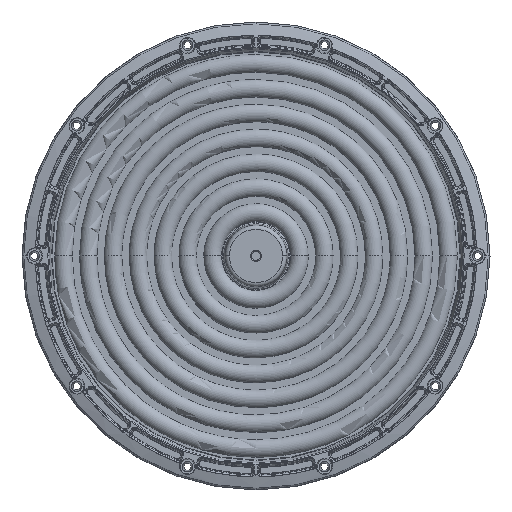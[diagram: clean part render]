
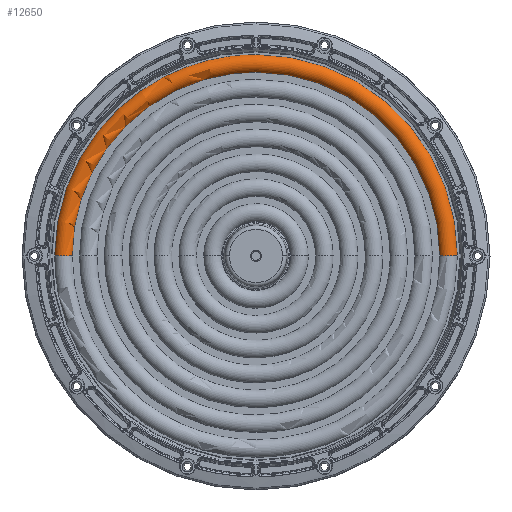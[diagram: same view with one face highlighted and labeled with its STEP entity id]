
A CAD part, top view. The second image highlights one B-rep face of the part: STEP entity #12650.
In plain terms, the highlighted toroidal (fillet/blend) face has major radius 93 mm and minor radius 4.56 mm.
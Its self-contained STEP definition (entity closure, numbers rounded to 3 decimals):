
#410 = CIRCLE ( 'NONE', #32014, 4.56 ) ;
#1060 = TOROIDAL_SURFACE ( 'NONE', #32669, 93., 4.56 ) ;
#1444 = FACE_OUTER_BOUND ( 'NONE', #28812, .T. ) ;
#1827 = DIRECTION ( 'NONE',  ( 0., 0., -1. ) ) ;
#1935 = ORIENTED_EDGE ( 'NONE', *, *, #36529, .F. ) ;
#2888 =( BOUNDED_CURVE ( )  B_SPLINE_CURVE ( 3, ( #52716, #14003, #31298, #48481 ),
 .UNSPECIFIED., .F., .T. ) 
 B_SPLINE_CURVE_WITH_KNOTS ( ( 4, 4 ),
 ( 0., 0.141 ),
 .UNSPECIFIED. ) 
 CURVE ( )  GEOMETRIC_REPRESENTATION_ITEM ( )  RATIONAL_B_SPLINE_CURVE ( ( 1., 0.667, 0.5, 0.5 ) ) 
 REPRESENTATION_ITEM ( '' )  );
#4266 = EDGE_CURVE ( 'NONE', #23817, #31994, #24877, .T. ) ;
#5266 = CARTESIAN_POINT ( 'NONE',  ( -97.2, 64.8, 3.5 ) ) ;
#5779 = CARTESIAN_POINT ( 'NONE',  ( 0., 0., 3.5 ) ) ;
#7702 = AXIS2_PLACEMENT_3D ( 'NONE', #54982, #16271, #33535 ) ;
#8416 = VERTEX_POINT ( 'NONE', #38292 ) ;
#8472 = VERTEX_POINT ( 'NONE', #18929 ) ;
#10421 = ORIENTED_EDGE ( 'NONE', *, *, #19043, .F. ) ;
#10528 = CIRCLE ( 'NONE', #42137, 4.56 ) ;
#11538 = CARTESIAN_POINT ( 'NONE',  ( 97.2, 0., 3.5 ) ) ;
#12650 = ADVANCED_FACE ( 'NONE', ( #1444 ), #1060, .T. ) ;
#14003 = CARTESIAN_POINT ( 'NONE',  ( -44.4, 88.8, 3.5 ) ) ;
#14441 = DIRECTION ( 'NONE',  ( 0., 0., 1. ) ) ;
#14676 = ORIENTED_EDGE ( 'NONE', *, *, #41258, .F. ) ;
#14932 = DIRECTION ( 'NONE',  ( -1., 0., 0. ) ) ;
#16271 = DIRECTION ( 'NONE',  ( 0., 0., 1. ) ) ;
#16469 = CIRCLE ( 'NONE', #48062, 88.8 ) ;
#17118 = CARTESIAN_POINT ( 'NONE',  ( 0., 97.2, 3.5 ) ) ;
#18919 = ORIENTED_EDGE ( 'NONE', *, *, #4266, .T. ) ;
#18929 = CARTESIAN_POINT ( 'NONE',  ( -88.8, 0., 3.5 ) ) ;
#19043 = EDGE_CURVE ( 'NONE', #8416, #38877, #16469, .T. ) ;
#22542 = CARTESIAN_POINT ( 'NONE',  ( -48.6, 97.2, 3.5 ) ) ;
#23064 = DIRECTION ( 'NONE',  ( 0., 0., 1. ) ) ;
#23344 = CARTESIAN_POINT ( 'NONE',  ( 93., 0., 1.724 ) ) ;
#23817 = VERTEX_POINT ( 'NONE', #11538 ) ;
#24040 = VERTEX_POINT ( 'NONE', #31360 ) ;
#24877 = CIRCLE ( 'NONE', #7702, 97.2 ) ;
#28812 = EDGE_LOOP ( 'NONE', ( #40963, #53648, #1935, #10421, #14676, #18919 ) ) ;
#31184 = CARTESIAN_POINT ( 'NONE',  ( 0., 88.8, 3.5 ) ) ;
#31298 = CARTESIAN_POINT ( 'NONE',  ( -88.8, 59.2, 3.5 ) ) ;
#31360 = CARTESIAN_POINT ( 'NONE',  ( -97.2, 0., 3.5 ) ) ;
#31721 = DIRECTION ( 'NONE',  ( 1., 0., 0. ) ) ;
#31994 = VERTEX_POINT ( 'NONE', #17118 ) ;
#32014 = AXIS2_PLACEMENT_3D ( 'NONE', #36448, #53625, #14932 ) ;
#32669 = AXIS2_PLACEMENT_3D ( 'NONE', #53148, #14441, #31721 ) ;
#33535 = DIRECTION ( 'NONE',  ( 1., 0., 0. ) ) ;
#36448 = CARTESIAN_POINT ( 'NONE',  ( -93., 0., 1.724 ) ) ;
#36529 = EDGE_CURVE ( 'NONE', #38877, #8472, #2888, .T. ) ;
#38288 = EDGE_CURVE ( 'NONE', #24040, #8472, #410, .T. ) ;
#38292 = CARTESIAN_POINT ( 'NONE',  ( 88.8, 0., 3.5 ) ) ;
#38877 = VERTEX_POINT ( 'NONE', #31184 ) ;
#39768 = CARTESIAN_POINT ( 'NONE',  ( 0., 97.2, 3.5 ) ) ;
#40288 = DIRECTION ( 'NONE',  ( 1., 0., 0. ) ) ;
#40580 = DIRECTION ( 'NONE',  ( 0., -1., 0. ) ) ;
#40963 = ORIENTED_EDGE ( 'NONE', *, *, #46006, .F. ) ;
#41258 = EDGE_CURVE ( 'NONE', #23817, #8416, #10528, .T. ) ;
#42137 = AXIS2_PLACEMENT_3D ( 'NONE', #23344, #40580, #1827 ) ;
#44002 = CARTESIAN_POINT ( 'NONE',  ( -97.2, 0., 3.5 ) ) ;
#46006 = EDGE_CURVE ( 'NONE', #24040, #31994, #50248, .T. ) ;
#48062 = AXIS2_PLACEMENT_3D ( 'NONE', #5779, #23064, #40288 ) ;
#48481 = CARTESIAN_POINT ( 'NONE',  ( -88.8, 0., 3.5 ) ) ;
#50248 =( BOUNDED_CURVE ( )  B_SPLINE_CURVE ( 3, ( #44002, #5266, #22542, #39768 ),
 .UNSPECIFIED., .F., .T. ) 
 B_SPLINE_CURVE_WITH_KNOTS ( ( 4, 4 ),
 ( 0.154, 0.308 ),
 .UNSPECIFIED. ) 
 CURVE ( )  GEOMETRIC_REPRESENTATION_ITEM ( )  RATIONAL_B_SPLINE_CURVE ( ( 0.5, 0.5, 0.667, 1. ) ) 
 REPRESENTATION_ITEM ( '' )  );
#52716 = CARTESIAN_POINT ( 'NONE',  ( 0., 88.8, 3.5 ) ) ;
#53148 = CARTESIAN_POINT ( 'NONE',  ( 0., 0., 1.724 ) ) ;
#53625 = DIRECTION ( 'NONE',  ( 0., 1., 0. ) ) ;
#53648 = ORIENTED_EDGE ( 'NONE', *, *, #38288, .T. ) ;
#54982 = CARTESIAN_POINT ( 'NONE',  ( 0., 0., 3.5 ) ) ;
